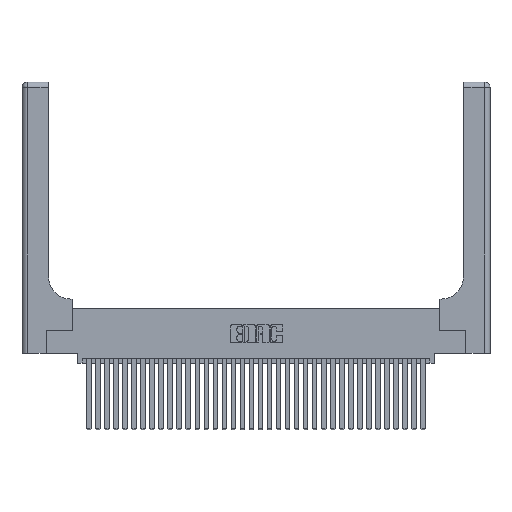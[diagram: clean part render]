
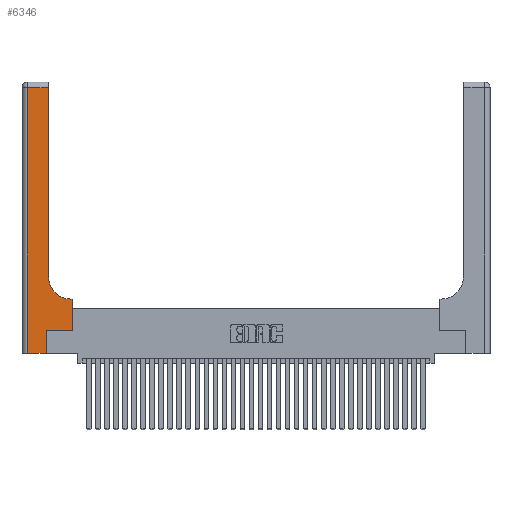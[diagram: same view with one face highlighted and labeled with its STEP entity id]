
A CAD part, top view. The second image highlights one B-rep face of the part: STEP entity #6346.
In plain terms, the highlighted planar face has unit normal (0, 0, 1).
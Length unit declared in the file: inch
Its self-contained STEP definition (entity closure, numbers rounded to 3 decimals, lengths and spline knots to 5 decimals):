
#396 = VECTOR ( 'NONE', #8781, 39.37008 ) ;
#788 = VERTEX_POINT ( 'NONE', #35021 ) ;
#1687 = EDGE_CURVE ( 'NONE', #14134, #788, #10606, .T. ) ;
#1776 = CARTESIAN_POINT ( 'NONE',  ( 0.5585, 0.25, 0.37 ) ) ;
#3170 = CARTESIAN_POINT ( 'NONE',  ( 0.269, 0.25, 0.37 ) ) ;
#3209 = VECTOR ( 'NONE', #13277, 39.37008 ) ;
#3442 = VECTOR ( 'NONE', #21379, 39.37008 ) ;
#4340 = LINE ( 'NONE', #19972, #12606 ) ;
#4839 = CARTESIAN_POINT ( 'NONE',  ( 0.269, 0.25, 0.37 ) ) ;
#5891 = DIRECTION ( 'NONE',  ( 0., 1., 0. ) ) ;
#6280 = DIRECTION ( 'NONE',  ( -1., 0., 0. ) ) ;
#6346 = ADVANCED_FACE ( 'NONE', ( #8945 ), #10913, .F. ) ;
#6956 = ORIENTED_EDGE ( 'NONE', *, *, #7939, .T. ) ;
#7136 = DIRECTION ( 'NONE',  ( 0., 1., 0. ) ) ;
#7435 = CARTESIAN_POINT ( 'NONE',  ( 0.5415, 0.6, 0.37 ) ) ;
#7465 = CARTESIAN_POINT ( 'NONE',  ( 0.2915, 0.6, 0.37 ) ) ;
#7643 = ORIENTED_EDGE ( 'NONE', *, *, #20544, .T. ) ;
#7939 = EDGE_CURVE ( 'NONE', #33123, #8763, #18651, .T. ) ;
#8546 = VERTEX_POINT ( 'NONE', #27268 ) ;
#8763 = VERTEX_POINT ( 'NONE', #14858 ) ;
#8781 = DIRECTION ( 'NONE',  ( 1., 0., 0. ) ) ;
#8945 = FACE_OUTER_BOUND ( 'NONE', #9641, .T. ) ;
#9444 = VERTEX_POINT ( 'NONE', #15165 ) ;
#9641 = EDGE_LOOP ( 'NONE', ( #26442, #7643, #19263, #11611, #26984, #31264, #17209, #13105, #6956 ) ) ;
#10606 = LINE ( 'NONE', #29340, #3209 ) ;
#10827 = LINE ( 'NONE', #7465, #3442 ) ;
#10839 = CARTESIAN_POINT ( 'NONE',  ( 0.5415, 0.85, 0.37 ) ) ;
#10913 = PLANE ( 'NONE',  #13031 ) ;
#11112 = VERTEX_POINT ( 'NONE', #4839 ) ;
#11119 = CARTESIAN_POINT ( 'NONE',  ( 0.269, 0., 0.37 ) ) ;
#11585 = CARTESIAN_POINT ( 'NONE',  ( 0., 0., 0.37 ) ) ;
#11611 = ORIENTED_EDGE ( 'NONE', *, *, #30988, .T. ) ;
#12026 = EDGE_CURVE ( 'NONE', #8763, #9444, #34745, .T. ) ;
#12606 = VECTOR ( 'NONE', #6280, 39.37008 ) ;
#12644 = EDGE_CURVE ( 'NONE', #11112, #14134, #15115, .T. ) ;
#12783 = EDGE_CURVE ( 'NONE', #788, #33123, #10827, .T. ) ;
#13031 = AXIS2_PLACEMENT_3D ( 'NONE', #29970, #32695, #16407 ) ;
#13105 = ORIENTED_EDGE ( 'NONE', *, *, #12783, .T. ) ;
#13277 = DIRECTION ( 'NONE',  ( 0., 1., 0. ) ) ;
#13607 = DIRECTION ( 'NONE',  ( 1., 0., 0. ) ) ;
#14134 = VERTEX_POINT ( 'NONE', #1776 ) ;
#14410 = VECTOR ( 'NONE', #30620, 39.37008 ) ;
#14858 = CARTESIAN_POINT ( 'NONE',  ( 0.2915, 0.85, 0.37 ) ) ;
#15115 = LINE ( 'NONE', #3170, #396 ) ;
#15165 = CARTESIAN_POINT ( 'NONE',  ( 0.2915, 2.94, 0.37 ) ) ;
#15250 = LINE ( 'NONE', #11585, #14410 ) ;
#15804 = EDGE_CURVE ( 'NONE', #8546, #25374, #26016, .T. ) ;
#16407 = DIRECTION ( 'NONE',  ( -1., 0., 0. ) ) ;
#17209 = ORIENTED_EDGE ( 'NONE', *, *, #1687, .T. ) ;
#17475 = CARTESIAN_POINT ( 'NONE',  ( 0.06, 3., 0.37 ) ) ;
#18565 = VECTOR ( 'NONE', #5891, 39.37008 ) ;
#18641 = EDGE_CURVE ( 'NONE', #22934, #11112, #26365, .T. ) ;
#18651 = CIRCLE ( 'NONE', #19448, 0.25 ) ;
#19111 = VECTOR ( 'NONE', #7136, 39.37008 ) ;
#19263 = ORIENTED_EDGE ( 'NONE', *, *, #15804, .T. ) ;
#19448 = AXIS2_PLACEMENT_3D ( 'NONE', #10839, #29909, #13607 ) ;
#19972 = CARTESIAN_POINT ( 'NONE',  ( 0., 2.94, 0.37 ) ) ;
#20544 = EDGE_CURVE ( 'NONE', #9444, #8546, #4340, .T. ) ;
#21379 = DIRECTION ( 'NONE',  ( -1., 0., 0. ) ) ;
#22934 = VERTEX_POINT ( 'NONE', #11119 ) ;
#24927 = CARTESIAN_POINT ( 'NONE',  ( 0.2915, 3., 0.37 ) ) ;
#25374 = VERTEX_POINT ( 'NONE', #34244 ) ;
#26016 = LINE ( 'NONE', #17475, #26882 ) ;
#26365 = LINE ( 'NONE', #29003, #19111 ) ;
#26442 = ORIENTED_EDGE ( 'NONE', *, *, #12026, .T. ) ;
#26882 = VECTOR ( 'NONE', #33761, 39.37008 ) ;
#26984 = ORIENTED_EDGE ( 'NONE', *, *, #18641, .T. ) ;
#27268 = CARTESIAN_POINT ( 'NONE',  ( 0.06, 2.94, 0.37 ) ) ;
#29003 = CARTESIAN_POINT ( 'NONE',  ( 0.269, 0., 0.37 ) ) ;
#29340 = CARTESIAN_POINT ( 'NONE',  ( 0.5585, 0.25, 0.37 ) ) ;
#29909 = DIRECTION ( 'NONE',  ( 0., 0., -1. ) ) ;
#29970 = CARTESIAN_POINT ( 'NONE',  ( 0., 3., 0.37 ) ) ;
#30620 = DIRECTION ( 'NONE',  ( 1., 0., 0. ) ) ;
#30988 = EDGE_CURVE ( 'NONE', #25374, #22934, #15250, .T. ) ;
#31264 = ORIENTED_EDGE ( 'NONE', *, *, #12644, .T. ) ;
#32695 = DIRECTION ( 'NONE',  ( 0., 0., -1. ) ) ;
#33123 = VERTEX_POINT ( 'NONE', #7435 ) ;
#33761 = DIRECTION ( 'NONE',  ( 0., -1., 0. ) ) ;
#34244 = CARTESIAN_POINT ( 'NONE',  ( 0.06, 0., 0.37 ) ) ;
#34745 = LINE ( 'NONE', #24927, #18565 ) ;
#35021 = CARTESIAN_POINT ( 'NONE',  ( 0.5585, 0.6, 0.37 ) ) ;
